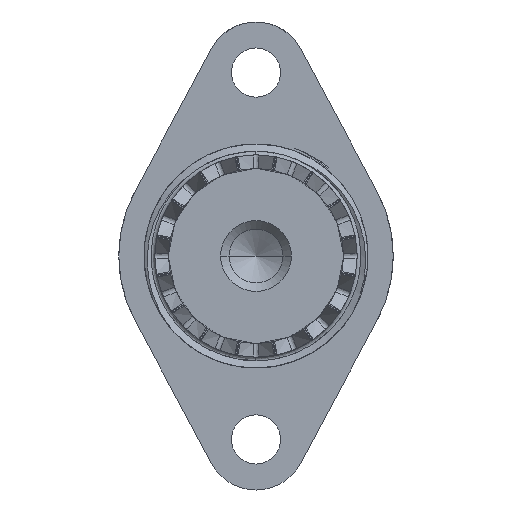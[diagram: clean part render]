
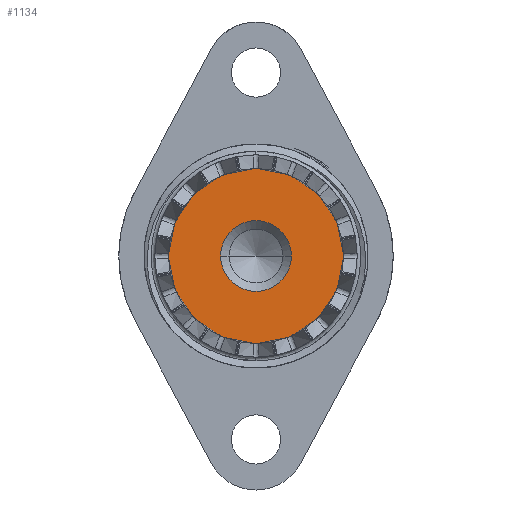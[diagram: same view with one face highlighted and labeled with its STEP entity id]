
A CAD part, left-side view. The second image highlights one B-rep face of the part: STEP entity #1134.
In plain terms, the highlighted planar face has unit normal (-1, 0, 0).
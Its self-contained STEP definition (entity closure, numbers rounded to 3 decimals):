
#905 = VERTEX_POINT ( 'NONE', #10998 ) ;
#1134 = ADVANCED_FACE ( 'NONE', ( #3584, #11650 ), #9285, .F. ) ;
#3500 = DIRECTION ( 'NONE',  ( -1., 0., 0. ) ) ;
#3530 = AXIS2_PLACEMENT_3D ( 'NONE', #6750, #16133, #8135 ) ;
#3584 = FACE_OUTER_BOUND ( 'NONE', #13490, .T. ) ;
#3732 = VERTEX_POINT ( 'NONE', #5214 ) ;
#4026 = ORIENTED_EDGE ( 'NONE', *, *, #9718, .F. ) ;
#4451 = ORIENTED_EDGE ( 'NONE', *, *, #15578, .F. ) ;
#5012 = CARTESIAN_POINT ( 'NONE',  ( 1.8, 0., 6.05 ) ) ;
#5036 = CARTESIAN_POINT ( 'NONE',  ( 1.8, 0., 0. ) ) ;
#5214 = CARTESIAN_POINT ( 'NONE',  ( 1.8, 2.45, 0. ) ) ;
#5228 = CIRCLE ( 'NONE', #3530, 6.05 ) ;
#5286 = DIRECTION ( 'NONE',  ( -1., 0., 0. ) ) ;
#5306 = VERTEX_POINT ( 'NONE', #5012 ) ;
#5565 = CIRCLE ( 'NONE', #11363, 2.45 ) ;
#6398 = DIRECTION ( 'NONE',  ( 0., 0., 1. ) ) ;
#6592 = CIRCLE ( 'NONE', #15314, 2.45 ) ;
#6750 = CARTESIAN_POINT ( 'NONE',  ( 1.8, 0., 0. ) ) ;
#8135 = DIRECTION ( 'NONE',  ( 0., 0., 1. ) ) ;
#9169 = DIRECTION ( 'NONE',  ( 0., 0., -1. ) ) ;
#9207 = DIRECTION ( 'NONE',  ( 1., 0., 0. ) ) ;
#9285 = PLANE ( 'NONE',  #14267 ) ;
#9319 = CARTESIAN_POINT ( 'NONE',  ( 1.8, 0., 0. ) ) ;
#9718 = EDGE_CURVE ( 'NONE', #12322, #3732, #6592, .T. ) ;
#10459 = EDGE_CURVE ( 'NONE', #905, #5306, #5228, .T. ) ;
#10998 = CARTESIAN_POINT ( 'NONE',  ( 1.8, 0., -6.05 ) ) ;
#11363 = AXIS2_PLACEMENT_3D ( 'NONE', #13319, #5286, #14657 ) ;
#11555 = CARTESIAN_POINT ( 'NONE',  ( 1.8, 0., 0. ) ) ;
#11650 = FACE_BOUND ( 'NONE', #16886, .T. ) ;
#12322 = VERTEX_POINT ( 'NONE', #15792 ) ;
#12867 = DIRECTION ( 'NONE',  ( 0., -1., 0. ) ) ;
#13317 = CIRCLE ( 'NONE', #17186, 6.05 ) ;
#13319 = CARTESIAN_POINT ( 'NONE',  ( 1.8, 0., 0. ) ) ;
#13490 = EDGE_LOOP ( 'NONE', ( #16354, #15293 ) ) ;
#14267 = AXIS2_PLACEMENT_3D ( 'NONE', #9319, #9207, #9169 ) ;
#14391 = EDGE_CURVE ( 'NONE', #5306, #905, #13317, .T. ) ;
#14418 = DIRECTION ( 'NONE',  ( -1., 0., 0. ) ) ;
#14657 = DIRECTION ( 'NONE',  ( 0., -1., 0. ) ) ;
#15293 = ORIENTED_EDGE ( 'NONE', *, *, #10459, .T. ) ;
#15314 = AXIS2_PLACEMENT_3D ( 'NONE', #11555, #3500, #12867 ) ;
#15578 = EDGE_CURVE ( 'NONE', #3732, #12322, #5565, .T. ) ;
#15792 = CARTESIAN_POINT ( 'NONE',  ( 1.8, -2.45, 0. ) ) ;
#16133 = DIRECTION ( 'NONE',  ( -1., 0., 0. ) ) ;
#16354 = ORIENTED_EDGE ( 'NONE', *, *, #14391, .T. ) ;
#16886 = EDGE_LOOP ( 'NONE', ( #4026, #4451 ) ) ;
#17186 = AXIS2_PLACEMENT_3D ( 'NONE', #5036, #14418, #6398 ) ;
